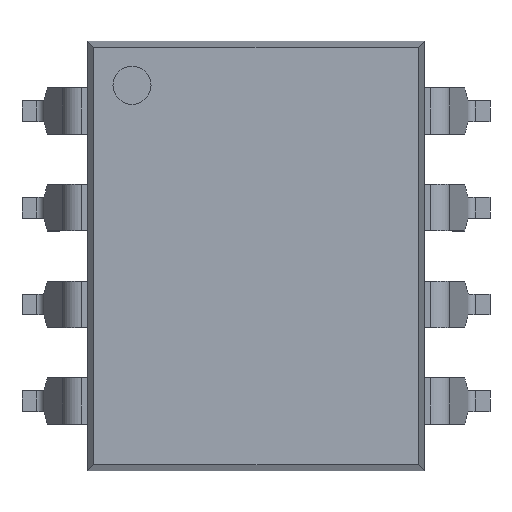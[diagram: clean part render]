
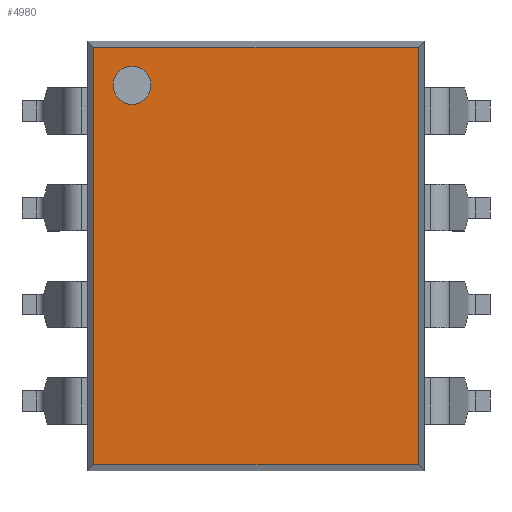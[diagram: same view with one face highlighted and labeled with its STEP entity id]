
A CAD part, top view. The second image highlights one B-rep face of the part: STEP entity #4980.
In plain terms, the highlighted planar face has unit normal (0, 0, 1).
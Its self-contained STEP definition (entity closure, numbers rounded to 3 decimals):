
#4578=CARTESIAN_POINT('',(-2.759,4.484,4.014));
#4579=VERTEX_POINT('',#4578);
#4588=CARTESIAN_POINT('',(-3.759,4.484,4.014));
#4589=VERTEX_POINT('',#4588);
#4590=CARTESIAN_POINT('',(-3.259,4.484,4.014));
#4591=DIRECTION('',(0.0,0.0,-1.0));
#4592=DIRECTION('',(1.0,0.0,0.0));
#4593=AXIS2_PLACEMENT_3D('',#4590,#4591,#4592);
#4594=CIRCLE('',#4593,0.5);
#4595=EDGE_CURVE('',#4589,#4579,#4594,.T.);
#4629=CARTESIAN_POINT('',(-3.259,4.484,4.014));
#4630=DIRECTION('',(0.0,0.0,-1.0));
#4631=DIRECTION('',(1.0,0.0,0.0));
#4632=AXIS2_PLACEMENT_3D('',#4629,#4630,#4631);
#4633=CIRCLE('',#4632,0.5);
#4634=EDGE_CURVE('',#4579,#4589,#4633,.T.);
#4853=CARTESIAN_POINT('',(4.259,5.484,4.014));
#4854=VERTEX_POINT('',#4853);
#4861=CARTESIAN_POINT('',(4.259,-5.484,4.014));
#4862=VERTEX_POINT('',#4861);
#4863=CARTESIAN_POINT('',(4.259,5.484,4.014));
#4864=DIRECTION('',(0.0,-1.0,0.0));
#4865=VECTOR('',#4864,10.968);
#4866=LINE('',#4863,#4865);
#4867=EDGE_CURVE('',#4854,#4862,#4866,.T.);
#4890=CARTESIAN_POINT('',(-4.259,-5.484,4.014));
#4891=VERTEX_POINT('',#4890);
#4892=CARTESIAN_POINT('',(4.259,-5.484,4.014));
#4893=DIRECTION('',(-1.0,0.0,0.0));
#4894=VECTOR('',#4893,8.518);
#4895=LINE('',#4892,#4894);
#4896=EDGE_CURVE('',#4862,#4891,#4895,.T.);
#4914=CARTESIAN_POINT('',(-4.259,5.484,4.014));
#4915=VERTEX_POINT('',#4914);
#4916=CARTESIAN_POINT('',(-4.259,-5.484,4.014));
#4917=DIRECTION('',(0.0,1.0,0.0));
#4918=VECTOR('',#4917,10.968);
#4919=LINE('',#4916,#4918);
#4920=EDGE_CURVE('',#4891,#4915,#4919,.T.);
#4938=CARTESIAN_POINT('',(-4.259,5.484,4.014));
#4939=DIRECTION('',(1.0,0.0,0.0));
#4940=VECTOR('',#4939,8.518);
#4941=LINE('',#4938,#4940);
#4942=EDGE_CURVE('',#4915,#4854,#4941,.T.);
#4965=CARTESIAN_POINT('',(0.0,0.0,4.014));
#4966=DIRECTION('',(0.0,0.0,1.0));
#4967=DIRECTION('',(0.0,-1.0,0.0));
#4968=AXIS2_PLACEMENT_3D('',#4965,#4966,#4967);
#4969=PLANE('',#4968);
#4970=ORIENTED_EDGE('',*,*,#4867,.F.);
#4971=ORIENTED_EDGE('',*,*,#4942,.F.);
#4972=ORIENTED_EDGE('',*,*,#4920,.F.);
#4973=ORIENTED_EDGE('',*,*,#4896,.F.);
#4974=EDGE_LOOP('',(#4970,#4971,#4972,#4973));
#4975=FACE_OUTER_BOUND('',#4974,.T.);
#4976=ORIENTED_EDGE('',*,*,#4634,.T.);
#4977=ORIENTED_EDGE('',*,*,#4595,.T.);
#4978=EDGE_LOOP('',(#4976,#4977));
#4979=FACE_BOUND('',#4978,.T.);
#4980=ADVANCED_FACE('',(#4975,#4979),#4969,.T.);
